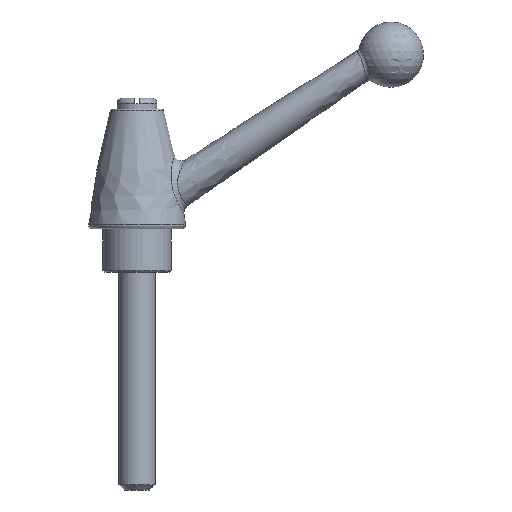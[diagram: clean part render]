
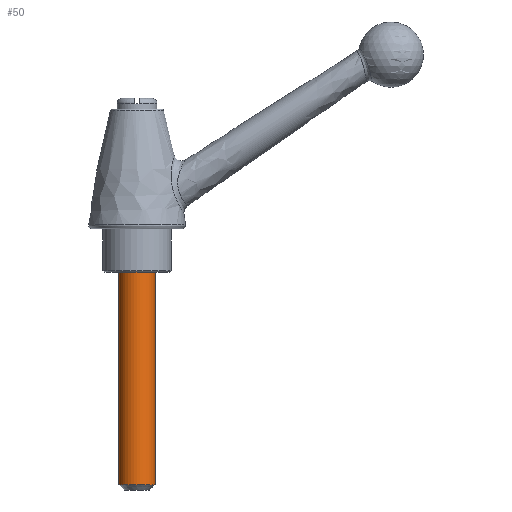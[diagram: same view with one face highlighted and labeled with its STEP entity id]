
A CAD part, front view. The second image highlights one B-rep face of the part: STEP entity #50.
In plain terms, the highlighted cylindrical face has radius 5 mm (diameter 10 mm), a full revolution.
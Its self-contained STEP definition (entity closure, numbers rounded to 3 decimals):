
#50 = ADVANCED_FACE( '', ( #119, #120 ), #121, .T. );
#119 = FACE_OUTER_BOUND( '', #222, .T. );
#120 = FACE_OUTER_BOUND( '', #223, .T. );
#121 = CYLINDRICAL_SURFACE( '', #224, 5. );
#222 = EDGE_LOOP( '', ( #5099 ) );
#223 = EDGE_LOOP( '', ( #5100 ) );
#224 = AXIS2_PLACEMENT_3D( '', #5101, #5102, #5103 );
#5099 = ORIENTED_EDGE( '', *, *, #5249, .T. );
#5100 = ORIENTED_EDGE( '', *, *, #5250, .T. );
#5101 = CARTESIAN_POINT( '', ( 0., 0., -72. ) );
#5102 = DIRECTION( '', ( 0., 0., -1. ) );
#5103 = DIRECTION( '', ( 0., -1., 0. ) );
#5249 = EDGE_CURVE( '', #5307, #5307, #5308, .F. );
#5250 = EDGE_CURVE( '', #5309, #5309, #5310, .F. );
#5307 = VERTEX_POINT( '', #5391 );
#5308 = CIRCLE( '', #5392, 5. );
#5309 = VERTEX_POINT( '', #5393 );
#5310 = CIRCLE( '', #5394, 5. );
#5391 = CARTESIAN_POINT( '', ( 0., 5., -70.5 ) );
#5392 = AXIS2_PLACEMENT_3D( '', #7603, #7604, #7605 );
#5393 = CARTESIAN_POINT( '', ( 0., -5., -12. ) );
#5394 = AXIS2_PLACEMENT_3D( '', #7606, #7607, #7608 );
#7603 = CARTESIAN_POINT( '', ( 0., 0., -70.5 ) );
#7604 = DIRECTION( '', ( 0., 0., -1. ) );
#7605 = DIRECTION( '', ( 0., 1., 0. ) );
#7606 = CARTESIAN_POINT( '', ( 0., 0., -12. ) );
#7607 = DIRECTION( '', ( 0., 0., 1. ) );
#7608 = DIRECTION( '', ( 0., -1., 0. ) );
